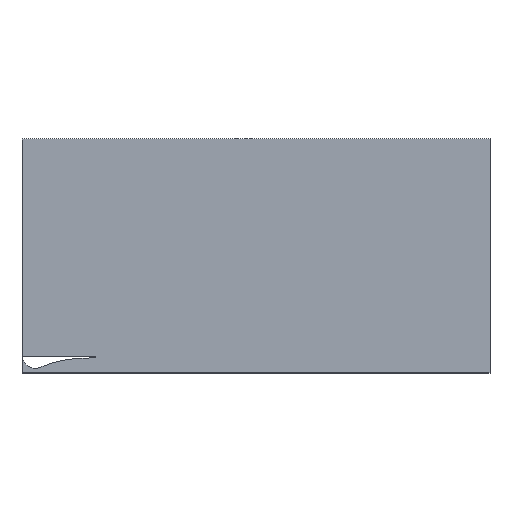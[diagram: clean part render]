
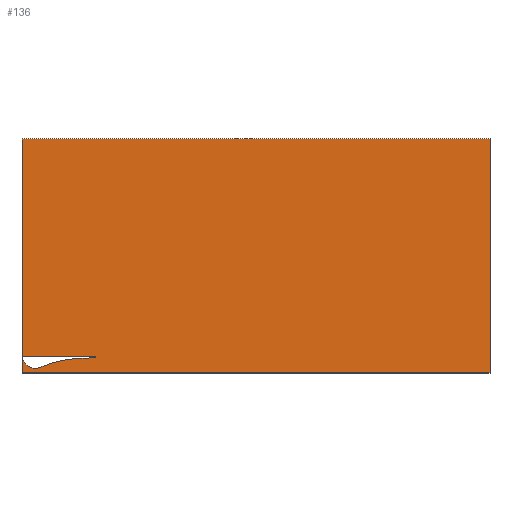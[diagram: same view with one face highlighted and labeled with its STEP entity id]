
A CAD part, top view. The second image highlights one B-rep face of the part: STEP entity #136.
In plain terms, the highlighted planar face has unit normal (0, 0, 1).
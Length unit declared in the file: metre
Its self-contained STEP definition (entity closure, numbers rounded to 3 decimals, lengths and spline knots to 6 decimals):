
#8 = VERTEX_POINT ( 'NONE', #380 ) ;
#9 = CARTESIAN_POINT ( 'NONE',  ( 11.684042, 3.477358, 0.5 ) ) ;
#15 = LINE ( 'NONE', #226, #390 ) ;
#18 = DIRECTION ( 'NONE',  ( -1., 0., 0. ) ) ;
#19 = VERTEX_POINT ( 'NONE', #471 ) ;
#22 = CARTESIAN_POINT ( 'NONE',  ( 3.055666, 2.202271, 0.5 ) ) ;
#24 = CARTESIAN_POINT ( 'NONE',  ( 5.333303, 2.797078, 0.5 ) ) ;
#26 = ORIENTED_EDGE ( 'NONE', *, *, #151, .T. ) ;
#27 = CARTESIAN_POINT ( 'NONE',  ( 2.153701, 1.887078, 0.5 ) ) ;
#28 = CIRCLE ( 'NONE', #68, 3.5 ) ;
#31 = EDGE_CURVE ( 'NONE', #276, #66, #238, .T. ) ;
#39 = VECTOR ( 'NONE', #436, 1. ) ;
#40 = VECTOR ( 'NONE', #295, 1. ) ;
#53 = CARTESIAN_POINT ( 'NONE',  ( 12.193279, 3.48965, 0.5 ) ) ;
#54 = EDGE_CURVE ( 'NONE', #8, #518, #280, .T. ) ;
#57 = CARTESIAN_POINT ( 'NONE',  ( 102.806143, 53.08, 0.5 ) ) ;
#64 = CARTESIAN_POINT ( 'NONE',  ( 6.485292, 3.009485, 0.5 ) ) ;
#66 = VERTEX_POINT ( 'NONE', #110 ) ;
#68 = AXIS2_PLACEMENT_3D ( 'NONE', #332, #505, #99 ) ;
#71 = CARTESIAN_POINT ( 'NONE',  ( 6.108142, 2.945762, 0.5 ) ) ;
#74 = CARTESIAN_POINT ( 'NONE',  ( 6.674441, 3.040277, 0.5 ) ) ;
#77 = DIRECTION ( 'NONE',  ( 0., -1., 0. ) ) ;
#78 = CARTESIAN_POINT ( 'NONE',  ( 9.850121, 3.389049, 0.5 ) ) ;
#81 = CARTESIAN_POINT ( 'NONE',  ( 7.285586, 3.130081, 0.5 ) ) ;
#91 = VECTOR ( 'NONE', #248, 1. ) ;
#93 = ORIENTED_EDGE ( 'NONE', *, *, #31, .T. ) ;
#99 = DIRECTION ( 'NONE',  ( -1., 0., 0. ) ) ;
#108 = DIRECTION ( 'NONE',  ( 0., 0., 1. ) ) ;
#110 = CARTESIAN_POINT ( 'NONE',  ( -3.353857, 3.749178, 0.5 ) ) ;
#116 = CARTESIAN_POINT ( 'NONE',  ( 1.725581, 1.720771, 0.5 ) ) ;
#122 = EDGE_CURVE ( 'NONE', #187, #8, #28, .T. ) ;
#126 = CARTESIAN_POINT ( 'NONE',  ( 6.385966, 2.993547, 0.5 ) ) ;
#136 = ADVANCED_FACE ( 'NONE', ( #138 ), #297, .T. ) ;
#138 = FACE_OUTER_BOUND ( 'NONE', #267, .T. ) ;
#140 = ORIENTED_EDGE ( 'NONE', *, *, #54, .T. ) ;
#149 = CARTESIAN_POINT ( 'NONE',  ( 1.362897, 1.573653, 0.5 ) ) ;
#151 = EDGE_CURVE ( 'NONE', #66, #369, #414, .T. ) ;
#158 = CARTESIAN_POINT ( 'NONE',  ( 3.422126, 2.316343, 0.5 ) ) ;
#162 = EDGE_CURVE ( 'NONE', #253, #276, #15, .T. ) ;
#164 = AXIS2_PLACEMENT_3D ( 'NONE', #64, #108, #223 ) ;
#166 = CARTESIAN_POINT ( 'NONE',  ( 5.092892, 2.746016, 0.5 ) ) ;
#167 = B_SPLINE_CURVE_WITH_KNOTS ( 'NONE', 3,
 ( #220, #463, #411, #53, #9, #180, #435, #360, #78, #484, #345, #353, #234, #237, #277, #81, #509, #74, #126, #71, #312, #383, #24, #166, #306, #433, #269, #516, #283, #430, #199, #158, #475, #22, #239, #387, #272, #381, #27, #205, #116, #149, #468, #231, #392 ),
 .UNSPECIFIED., .F., .F.,
 ( 4, 1, 1, 1, 1, 1, 1, 1, 1, 1, 1, 1, 1, 1, 1, 1, 1, 1, 1, 1, 1, 1, 1, 1, 1, 1, 1, 1, 1, 1, 1, 1, 1, 1, 1, 1, 1, 1, 1, 1, 1, 1, 4 ),
 ( 0., 0.040722, 0.079721, 0.117085, 0.152896, 0.187231, 0.220166, 0.25177, 0.282109, 0.311246, 0.339241, 0.36615, 0.392026, 0.416922, 0.440885, 0.463963, 0.486199, 0.507637, 0.528317, 0.548278, 0.567559, 0.586196, 0.604225, 0.621681, 0.638599, 0.655014, 0.67096, 0.686472, 0.701587, 0.716345, 0.730787, 0.744961, 0.75892, 0.772732, 0.786477, 0.800269, 0.814265, 0.828715, 0.844056, 0.861213, 0.882909, 0.930244, 1. ),
 .UNSPECIFIED. ) ;
#175 = CARTESIAN_POINT ( 'NONE',  ( -3.353857, 3.749178, 0.5 ) ) ;
#180 = CARTESIAN_POINT ( 'NONE',  ( 11.196113, 3.46074, 0.5 ) ) ;
#181 = CARTESIAN_POINT ( 'NONE',  ( -3.353857, 0., 0.5 ) ) ;
#184 = VERTEX_POINT ( 'NONE', #370 ) ;
#187 = VERTEX_POINT ( 'NONE', #263 ) ;
#199 = CARTESIAN_POINT ( 'NONE',  ( 3.61102, 2.372135, 0.5 ) ) ;
#205 = CARTESIAN_POINT ( 'NONE',  ( 1.954571, 1.810926, 0.5 ) ) ;
#206 = ORIENTED_EDGE ( 'NONE', *, *, #122, .T. ) ;
#212 = VECTOR ( 'NONE', #413, 1. ) ;
#220 = CARTESIAN_POINT ( 'NONE',  ( 13.271844, 3.499178, 0.5 ) ) ;
#222 = ORIENTED_EDGE ( 'NONE', *, *, #506, .T. ) ;
#223 = DIRECTION ( 'NONE',  ( 1., 0., 0. ) ) ;
#226 = CARTESIAN_POINT ( 'NONE',  ( 102.806143, 53.08, 0.5 ) ) ;
#231 = CARTESIAN_POINT ( 'NONE',  ( 0.291766, 1.123322, 0.5 ) ) ;
#234 = CARTESIAN_POINT ( 'NONE',  ( 8.296855, 3.253451, 0.5 ) ) ;
#237 = CARTESIAN_POINT ( 'NONE',  ( 7.946308, 3.214058, 0.5 ) ) ;
#238 = LINE ( 'NONE', #313, #399 ) ;
#239 = CARTESIAN_POINT ( 'NONE',  ( 2.876497, 2.143606, 0.5 ) ) ;
#246 = LINE ( 'NONE', #181, #40 ) ;
#248 = DIRECTION ( 'NONE',  ( 0., 1., 0. ) ) ;
#253 = VERTEX_POINT ( 'NONE', #57 ) ;
#260 = VECTOR ( 'NONE', #374, 1. ) ;
#263 = CARTESIAN_POINT ( 'NONE',  ( 0., 1., 0.5 ) ) ;
#267 = EDGE_LOOP ( 'NONE', ( #377, #206, #140, #274, #222, #459, #93, #26, #495 ) ) ;
#269 = CARTESIAN_POINT ( 'NONE',  ( 4.418539, 2.589144, 0.5 ) ) ;
#272 = CARTESIAN_POINT ( 'NONE',  ( 2.520569, 2.021269, 0.5 ) ) ;
#274 = ORIENTED_EDGE ( 'NONE', *, *, #388, .T. ) ;
#276 = VERTEX_POINT ( 'NONE', #460 ) ;
#277 = CARTESIAN_POINT ( 'NONE',  ( 7.609439, 3.172876, 0.5 ) ) ;
#280 = LINE ( 'NONE', #305, #39 ) ;
#283 = CARTESIAN_POINT ( 'NONE',  ( 4.003318, 2.481775, 0.5 ) ) ;
#286 = EDGE_CURVE ( 'NONE', #19, #187, #167, .T. ) ;
#295 = DIRECTION ( 'NONE',  ( 1., 0., 0. ) ) ;
#297 = PLANE ( 'NONE',  #164 ) ;
#305 = CARTESIAN_POINT ( 'NONE',  ( -3.353857, 3.499178, 0.5 ) ) ;
#306 = CARTESIAN_POINT ( 'NONE',  ( 4.860609, 2.694311, 0.5 ) ) ;
#312 = CARTESIAN_POINT ( 'NONE',  ( 5.840432, 2.897027, 0.5 ) ) ;
#313 = CARTESIAN_POINT ( 'NONE',  ( -3.353857, 53.08, 0.5 ) ) ;
#332 = CARTESIAN_POINT ( 'NONE',  ( 0., 4.5, 0.5 ) ) ;
#345 = CARTESIAN_POINT ( 'NONE',  ( 9.041769, 3.32609, 0.5 ) ) ;
#353 = CARTESIAN_POINT ( 'NONE',  ( 8.661767, 3.290865, 0.5 ) ) ;
#360 = CARTESIAN_POINT ( 'NONE',  ( 10.280106, 3.416269, 0.5 ) ) ;
#369 = VERTEX_POINT ( 'NONE', #371 ) ;
#370 = CARTESIAN_POINT ( 'NONE',  ( 102.806143, 0., 0.5 ) ) ;
#371 = CARTESIAN_POINT ( 'NONE',  ( 13.271844, 3.749178, 0.5 ) ) ;
#372 = CARTESIAN_POINT ( 'NONE',  ( 13.271844, 3.749178, 0.5 ) ) ;
#374 = DIRECTION ( 'NONE',  ( 1., 0., 0. ) ) ;
#377 = ORIENTED_EDGE ( 'NONE', *, *, #286, .T. ) ;
#380 = CARTESIAN_POINT ( 'NONE',  ( -3.353857, 3.499178, 0.5 ) ) ;
#381 = CARTESIAN_POINT ( 'NONE',  ( 2.340113, 1.956279, 0.5 ) ) ;
#383 = CARTESIAN_POINT ( 'NONE',  ( 5.58232, 2.847438, 0.5 ) ) ;
#387 = CARTESIAN_POINT ( 'NONE',  ( 2.698632, 2.083442, 0.5 ) ) ;
#388 = EDGE_CURVE ( 'NONE', #518, #184, #246, .T. ) ;
#390 = VECTOR ( 'NONE', #18, 1. ) ;
#392 = CARTESIAN_POINT ( 'NONE',  ( 0., 1., 0.5 ) ) ;
#399 = VECTOR ( 'NONE', #77, 1. ) ;
#402 = LINE ( 'NONE', #372, #212 ) ;
#404 = EDGE_CURVE ( 'NONE', #369, #19, #402, .T. ) ;
#406 = CARTESIAN_POINT ( 'NONE',  ( -3.353857, 0., 0.5 ) ) ;
#411 = CARTESIAN_POINT ( 'NONE',  ( 12.724911, 3.49766, 0.5 ) ) ;
#413 = DIRECTION ( 'NONE',  ( 0., -1., 0. ) ) ;
#414 = LINE ( 'NONE', #175, #260 ) ;
#430 = CARTESIAN_POINT ( 'NONE',  ( 3.804562, 2.427256, 0.5 ) ) ;
#433 = CARTESIAN_POINT ( 'NONE',  ( 4.635981, 2.64201, 0.5 ) ) ;
#435 = CARTESIAN_POINT ( 'NONE',  ( 10.728461, 3.440273, 0.5 ) ) ;
#436 = DIRECTION ( 'NONE',  ( 0., -1., 0. ) ) ;
#446 = LINE ( 'NONE', #481, #91 ) ;
#459 = ORIENTED_EDGE ( 'NONE', *, *, #162, .T. ) ;
#460 = CARTESIAN_POINT ( 'NONE',  ( -3.353857, 53.08, 0.5 ) ) ;
#463 = CARTESIAN_POINT ( 'NONE',  ( 13.086925, 3.498665, 0.5 ) ) ;
#468 = CARTESIAN_POINT ( 'NONE',  ( 0.781522, 1.330331, 0.5 ) ) ;
#471 = CARTESIAN_POINT ( 'NONE',  ( 13.271844, 3.499178, 0.5 ) ) ;
#475 = CARTESIAN_POINT ( 'NONE',  ( 3.237251, 2.259774, 0.5 ) ) ;
#481 = CARTESIAN_POINT ( 'NONE',  ( 102.806143, 0., 0.5 ) ) ;
#484 = CARTESIAN_POINT ( 'NONE',  ( 9.437621, 3.3589, 0.5 ) ) ;
#495 = ORIENTED_EDGE ( 'NONE', *, *, #404, .T. ) ;
#505 = DIRECTION ( 'NONE',  ( 0., 0., -1. ) ) ;
#506 = EDGE_CURVE ( 'NONE', #184, #253, #446, .T. ) ;
#509 = CARTESIAN_POINT ( 'NONE',  ( 6.974121, 3.085832, 0.5 ) ) ;
#516 = CARTESIAN_POINT ( 'NONE',  ( 4.207812, 2.535732, 0.5 ) ) ;
#518 = VERTEX_POINT ( 'NONE', #406 ) ;
